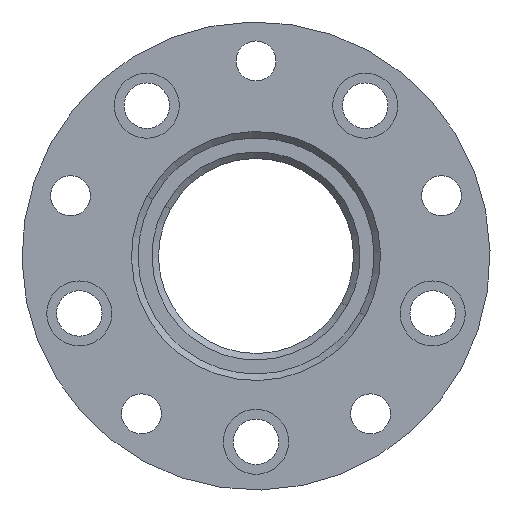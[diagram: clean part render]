
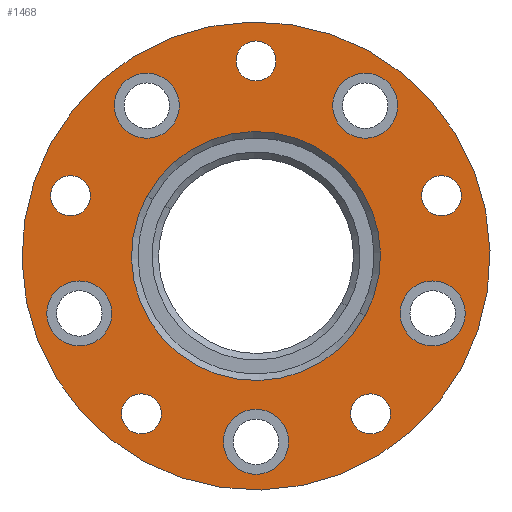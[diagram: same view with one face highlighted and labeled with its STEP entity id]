
A CAD part, front view. The second image highlights one B-rep face of the part: STEP entity #1468.
In plain terms, the highlighted planar face has unit normal (0, -1, 0).
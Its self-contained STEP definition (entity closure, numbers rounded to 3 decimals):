
#70=CARTESIAN_POINT('Vertex',(63.186,0.,-34.519)) ;
#73=CARTESIAN_POINT('Axis2P3D Location',(0.,0.,0.)) ;
#77=CARTESIAN_POINT('Vertex',(-63.186,0.,34.519)) ;
#97=CARTESIAN_POINT('Axis2P3D Location',(0.,0.,0.)) ;
#127=CARTESIAN_POINT('Vertex',(41.417,0.,-48.541)) ;
#130=CARTESIAN_POINT('Axis2P3D Location',(35.267,0.,-48.541)) ;
#134=CARTESIAN_POINT('Vertex',(29.117,0.,-48.541)) ;
#154=CARTESIAN_POINT('Axis2P3D Location',(35.267,0.,-48.541)) ;
#184=CARTESIAN_POINT('Vertex',(63.213,0.,18.541)) ;
#187=CARTESIAN_POINT('Axis2P3D Location',(57.063,0.,18.541)) ;
#191=CARTESIAN_POINT('Vertex',(50.913,0.,18.541)) ;
#211=CARTESIAN_POINT('Axis2P3D Location',(57.063,0.,18.541)) ;
#241=CARTESIAN_POINT('Vertex',(6.15,0.,60.)) ;
#244=CARTESIAN_POINT('Axis2P3D Location',(0.,0.,60.)) ;
#248=CARTESIAN_POINT('Vertex',(-6.15,0.,60.)) ;
#268=CARTESIAN_POINT('Axis2P3D Location',(0.,0.,60.)) ;
#298=CARTESIAN_POINT('Vertex',(-50.913,0.,18.541)) ;
#301=CARTESIAN_POINT('Axis2P3D Location',(-57.063,0.,18.541)) ;
#305=CARTESIAN_POINT('Vertex',(-63.213,0.,18.541)) ;
#325=CARTESIAN_POINT('Axis2P3D Location',(-57.063,0.,18.541)) ;
#355=CARTESIAN_POINT('Vertex',(-29.117,0.,-48.541)) ;
#358=CARTESIAN_POINT('Axis2P3D Location',(-35.267,0.,-48.541)) ;
#362=CARTESIAN_POINT('Vertex',(-41.417,0.,-48.541)) ;
#382=CARTESIAN_POINT('Axis2P3D Location',(-35.267,0.,-48.541)) ;
#1023=CARTESIAN_POINT('Vertex',(43.592,0.,46.235)) ;
#1028=CARTESIAN_POINT('Axis2P3D Location',(33.592,0.,46.235)) ;
#1032=CARTESIAN_POINT('Vertex',(23.592,0.,46.235)) ;
#1054=CARTESIAN_POINT('Axis2P3D Location',(33.592,0.,46.235)) ;
#1089=CARTESIAN_POINT('Vertex',(10.,0.,-57.15)) ;
#1094=CARTESIAN_POINT('Axis2P3D Location',(0.,0.,-57.15)) ;
#1098=CARTESIAN_POINT('Vertex',(-10.,0.,-57.15)) ;
#1120=CARTESIAN_POINT('Axis2P3D Location',(0.,0.,-57.15)) ;
#1155=CARTESIAN_POINT('Vertex',(-44.353,0.,-17.66)) ;
#1160=CARTESIAN_POINT('Axis2P3D Location',(-54.353,0.,-17.66)) ;
#1164=CARTESIAN_POINT('Vertex',(-64.353,0.,-17.66)) ;
#1186=CARTESIAN_POINT('Axis2P3D Location',(-54.353,0.,-17.66)) ;
#1221=CARTESIAN_POINT('Vertex',(64.353,0.,-17.66)) ;
#1226=CARTESIAN_POINT('Axis2P3D Location',(54.353,0.,-17.66)) ;
#1230=CARTESIAN_POINT('Vertex',(44.353,0.,-17.66)) ;
#1252=CARTESIAN_POINT('Axis2P3D Location',(54.353,0.,-17.66)) ;
#1287=CARTESIAN_POINT('Vertex',(-23.592,0.,46.235)) ;
#1292=CARTESIAN_POINT('Axis2P3D Location',(-33.592,0.,46.235)) ;
#1296=CARTESIAN_POINT('Vertex',(-43.592,0.,46.235)) ;
#1318=CARTESIAN_POINT('Axis2P3D Location',(-33.592,0.,46.235)) ;
#1401=CARTESIAN_POINT('Axis2P3D Location',(-72.,0.,0.)) ;
#1410=CARTESIAN_POINT('Axis2P3D Location',(0.,0.,0.)) ;
#1414=CARTESIAN_POINT('Vertex',(33.611,0.,-18.362)) ;
#1416=CARTESIAN_POINT('Vertex',(-33.611,0.,18.362)) ;
#1419=CARTESIAN_POINT('Axis2P3D Location',(0.,0.,0.)) ;
#74=DIRECTION('Axis2P3D Direction',(0.,1.,0.)) ;
#98=DIRECTION('Axis2P3D Direction',(0.,1.,0.)) ;
#131=DIRECTION('Axis2P3D Direction',(0.,1.,-0.)) ;
#155=DIRECTION('Axis2P3D Direction',(0.,1.,-0.)) ;
#188=DIRECTION('Axis2P3D Direction',(0.,1.,-0.)) ;
#212=DIRECTION('Axis2P3D Direction',(0.,1.,-0.)) ;
#245=DIRECTION('Axis2P3D Direction',(0.,1.,-0.)) ;
#269=DIRECTION('Axis2P3D Direction',(0.,1.,-0.)) ;
#302=DIRECTION('Axis2P3D Direction',(0.,1.,-0.)) ;
#326=DIRECTION('Axis2P3D Direction',(0.,1.,-0.)) ;
#359=DIRECTION('Axis2P3D Direction',(0.,1.,-0.)) ;
#383=DIRECTION('Axis2P3D Direction',(0.,1.,-0.)) ;
#1029=DIRECTION('Axis2P3D Direction',(0.,-1.,0.)) ;
#1055=DIRECTION('Axis2P3D Direction',(0.,-1.,0.)) ;
#1095=DIRECTION('Axis2P3D Direction',(0.,-1.,0.)) ;
#1121=DIRECTION('Axis2P3D Direction',(0.,-1.,0.)) ;
#1161=DIRECTION('Axis2P3D Direction',(0.,-1.,0.)) ;
#1187=DIRECTION('Axis2P3D Direction',(0.,-1.,0.)) ;
#1227=DIRECTION('Axis2P3D Direction',(0.,-1.,0.)) ;
#1253=DIRECTION('Axis2P3D Direction',(0.,-1.,0.)) ;
#1293=DIRECTION('Axis2P3D Direction',(0.,-1.,0.)) ;
#1319=DIRECTION('Axis2P3D Direction',(0.,-1.,0.)) ;
#1402=DIRECTION('Axis2P3D Direction',(0.,1.,0.)) ;
#1403=DIRECTION('Axis2P3D XDirection',(1.,-0.,0.)) ;
#1411=DIRECTION('Axis2P3D Direction',(0.,1.,0.)) ;
#1420=DIRECTION('Axis2P3D Direction',(0.,1.,0.)) ;
#75=AXIS2_PLACEMENT_3D('Circle Axis2P3D',#73,#74,$) ;
#99=AXIS2_PLACEMENT_3D('Circle Axis2P3D',#97,#98,$) ;
#132=AXIS2_PLACEMENT_3D('Circle Axis2P3D',#130,#131,$) ;
#156=AXIS2_PLACEMENT_3D('Circle Axis2P3D',#154,#155,$) ;
#189=AXIS2_PLACEMENT_3D('Circle Axis2P3D',#187,#188,$) ;
#213=AXIS2_PLACEMENT_3D('Circle Axis2P3D',#211,#212,$) ;
#246=AXIS2_PLACEMENT_3D('Circle Axis2P3D',#244,#245,$) ;
#270=AXIS2_PLACEMENT_3D('Circle Axis2P3D',#268,#269,$) ;
#303=AXIS2_PLACEMENT_3D('Circle Axis2P3D',#301,#302,$) ;
#327=AXIS2_PLACEMENT_3D('Circle Axis2P3D',#325,#326,$) ;
#360=AXIS2_PLACEMENT_3D('Circle Axis2P3D',#358,#359,$) ;
#384=AXIS2_PLACEMENT_3D('Circle Axis2P3D',#382,#383,$) ;
#1030=AXIS2_PLACEMENT_3D('Circle Axis2P3D',#1028,#1029,$) ;
#1056=AXIS2_PLACEMENT_3D('Circle Axis2P3D',#1054,#1055,$) ;
#1096=AXIS2_PLACEMENT_3D('Circle Axis2P3D',#1094,#1095,$) ;
#1122=AXIS2_PLACEMENT_3D('Circle Axis2P3D',#1120,#1121,$) ;
#1162=AXIS2_PLACEMENT_3D('Circle Axis2P3D',#1160,#1161,$) ;
#1188=AXIS2_PLACEMENT_3D('Circle Axis2P3D',#1186,#1187,$) ;
#1228=AXIS2_PLACEMENT_3D('Circle Axis2P3D',#1226,#1227,$) ;
#1254=AXIS2_PLACEMENT_3D('Circle Axis2P3D',#1252,#1253,$) ;
#1294=AXIS2_PLACEMENT_3D('Circle Axis2P3D',#1292,#1293,$) ;
#1320=AXIS2_PLACEMENT_3D('Circle Axis2P3D',#1318,#1319,$) ;
#1404=AXIS2_PLACEMENT_3D('Plane Axis2P3D',#1401,#1402,#1403) ;
#1412=AXIS2_PLACEMENT_3D('Circle Axis2P3D',#1410,#1411,$) ;
#1421=AXIS2_PLACEMENT_3D('Circle Axis2P3D',#1419,#1420,$) ;
#1407=ORIENTED_EDGE('',*,*,#101,.F.) ;
#1408=ORIENTED_EDGE('',*,*,#79,.F.) ;
#1425=ORIENTED_EDGE('',*,*,#1418,.T.) ;
#1426=ORIENTED_EDGE('',*,*,#1423,.T.) ;
#1429=ORIENTED_EDGE('',*,*,#158,.T.) ;
#1430=ORIENTED_EDGE('',*,*,#136,.T.) ;
#1433=ORIENTED_EDGE('',*,*,#215,.T.) ;
#1434=ORIENTED_EDGE('',*,*,#193,.T.) ;
#1437=ORIENTED_EDGE('',*,*,#272,.T.) ;
#1438=ORIENTED_EDGE('',*,*,#250,.T.) ;
#1441=ORIENTED_EDGE('',*,*,#329,.T.) ;
#1442=ORIENTED_EDGE('',*,*,#307,.T.) ;
#1445=ORIENTED_EDGE('',*,*,#386,.T.) ;
#1446=ORIENTED_EDGE('',*,*,#364,.T.) ;
#1449=ORIENTED_EDGE('',*,*,#1190,.F.) ;
#1450=ORIENTED_EDGE('',*,*,#1166,.F.) ;
#1453=ORIENTED_EDGE('',*,*,#1124,.F.) ;
#1454=ORIENTED_EDGE('',*,*,#1100,.F.) ;
#1457=ORIENTED_EDGE('',*,*,#1256,.F.) ;
#1458=ORIENTED_EDGE('',*,*,#1232,.F.) ;
#1461=ORIENTED_EDGE('',*,*,#1058,.F.) ;
#1462=ORIENTED_EDGE('',*,*,#1034,.F.) ;
#1465=ORIENTED_EDGE('',*,*,#1322,.F.) ;
#1466=ORIENTED_EDGE('',*,*,#1298,.F.) ;
#1427=FACE_BOUND('',#1424,.T.) ;
#1431=FACE_BOUND('',#1428,.T.) ;
#1435=FACE_BOUND('',#1432,.T.) ;
#1439=FACE_BOUND('',#1436,.T.) ;
#1443=FACE_BOUND('',#1440,.T.) ;
#1447=FACE_BOUND('',#1444,.T.) ;
#1451=FACE_BOUND('',#1448,.T.) ;
#1455=FACE_BOUND('',#1452,.T.) ;
#1459=FACE_BOUND('',#1456,.T.) ;
#1463=FACE_BOUND('',#1460,.T.) ;
#1467=FACE_BOUND('',#1464,.T.) ;
#1468=ADVANCED_FACE('calle',(#1409,#1427,#1431,#1435,#1439,#1443,#1447,#1451,#1455,#1459,#1463,#1467),#1405,.F.) ;
#76=CIRCLE('generated circle',#75,72.) ;
#100=CIRCLE('generated circle',#99,72.) ;
#133=CIRCLE('generated circle',#132,6.15) ;
#157=CIRCLE('generated circle',#156,6.15) ;
#190=CIRCLE('generated circle',#189,6.15) ;
#214=CIRCLE('generated circle',#213,6.15) ;
#247=CIRCLE('generated circle',#246,6.15) ;
#271=CIRCLE('generated circle',#270,6.15) ;
#304=CIRCLE('generated circle',#303,6.15) ;
#328=CIRCLE('generated circle',#327,6.15) ;
#361=CIRCLE('generated circle',#360,6.15) ;
#385=CIRCLE('generated circle',#384,6.15) ;
#1031=CIRCLE('generated circle',#1030,10.) ;
#1057=CIRCLE('generated circle',#1056,10.) ;
#1097=CIRCLE('generated circle',#1096,10.) ;
#1123=CIRCLE('generated circle',#1122,10.) ;
#1163=CIRCLE('generated circle',#1162,10.) ;
#1189=CIRCLE('generated circle',#1188,10.) ;
#1229=CIRCLE('generated circle',#1228,10.) ;
#1255=CIRCLE('generated circle',#1254,10.) ;
#1295=CIRCLE('generated circle',#1294,10.) ;
#1321=CIRCLE('generated circle',#1320,10.) ;
#1413=CIRCLE('generated circle',#1412,38.3) ;
#1422=CIRCLE('generated circle',#1421,38.3) ;
#79=EDGE_CURVE('',#71,#78,#76,.T.) ;
#101=EDGE_CURVE('',#78,#71,#100,.T.) ;
#136=EDGE_CURVE('',#135,#128,#133,.T.) ;
#158=EDGE_CURVE('',#128,#135,#157,.T.) ;
#193=EDGE_CURVE('',#192,#185,#190,.T.) ;
#215=EDGE_CURVE('',#185,#192,#214,.T.) ;
#250=EDGE_CURVE('',#249,#242,#247,.T.) ;
#272=EDGE_CURVE('',#242,#249,#271,.T.) ;
#307=EDGE_CURVE('',#306,#299,#304,.T.) ;
#329=EDGE_CURVE('',#299,#306,#328,.T.) ;
#364=EDGE_CURVE('',#363,#356,#361,.T.) ;
#386=EDGE_CURVE('',#356,#363,#385,.T.) ;
#1034=EDGE_CURVE('',#1024,#1033,#1031,.T.) ;
#1058=EDGE_CURVE('',#1033,#1024,#1057,.T.) ;
#1100=EDGE_CURVE('',#1090,#1099,#1097,.T.) ;
#1124=EDGE_CURVE('',#1099,#1090,#1123,.T.) ;
#1166=EDGE_CURVE('',#1156,#1165,#1163,.T.) ;
#1190=EDGE_CURVE('',#1165,#1156,#1189,.T.) ;
#1232=EDGE_CURVE('',#1222,#1231,#1229,.T.) ;
#1256=EDGE_CURVE('',#1231,#1222,#1255,.T.) ;
#1298=EDGE_CURVE('',#1288,#1297,#1295,.T.) ;
#1322=EDGE_CURVE('',#1297,#1288,#1321,.T.) ;
#1418=EDGE_CURVE('',#1415,#1417,#1413,.T.) ;
#1423=EDGE_CURVE('',#1417,#1415,#1422,.T.) ;
#1406=EDGE_LOOP('',(#1407,#1408)) ;
#1424=EDGE_LOOP('',(#1425,#1426)) ;
#1428=EDGE_LOOP('',(#1429,#1430)) ;
#1432=EDGE_LOOP('',(#1433,#1434)) ;
#1436=EDGE_LOOP('',(#1437,#1438)) ;
#1440=EDGE_LOOP('',(#1441,#1442)) ;
#1444=EDGE_LOOP('',(#1445,#1446)) ;
#1448=EDGE_LOOP('',(#1449,#1450)) ;
#1452=EDGE_LOOP('',(#1453,#1454)) ;
#1456=EDGE_LOOP('',(#1457,#1458)) ;
#1460=EDGE_LOOP('',(#1461,#1462)) ;
#1464=EDGE_LOOP('',(#1465,#1466)) ;
#1409=FACE_OUTER_BOUND('',#1406,.T.) ;
#1405=PLANE('Plane',#1404) ;
#71=VERTEX_POINT('',#70) ;
#78=VERTEX_POINT('',#77) ;
#128=VERTEX_POINT('',#127) ;
#135=VERTEX_POINT('',#134) ;
#185=VERTEX_POINT('',#184) ;
#192=VERTEX_POINT('',#191) ;
#242=VERTEX_POINT('',#241) ;
#249=VERTEX_POINT('',#248) ;
#299=VERTEX_POINT('',#298) ;
#306=VERTEX_POINT('',#305) ;
#356=VERTEX_POINT('',#355) ;
#363=VERTEX_POINT('',#362) ;
#1024=VERTEX_POINT('',#1023) ;
#1033=VERTEX_POINT('',#1032) ;
#1090=VERTEX_POINT('',#1089) ;
#1099=VERTEX_POINT('',#1098) ;
#1156=VERTEX_POINT('',#1155) ;
#1165=VERTEX_POINT('',#1164) ;
#1222=VERTEX_POINT('',#1221) ;
#1231=VERTEX_POINT('',#1230) ;
#1288=VERTEX_POINT('',#1287) ;
#1297=VERTEX_POINT('',#1296) ;
#1415=VERTEX_POINT('',#1414) ;
#1417=VERTEX_POINT('',#1416) ;
